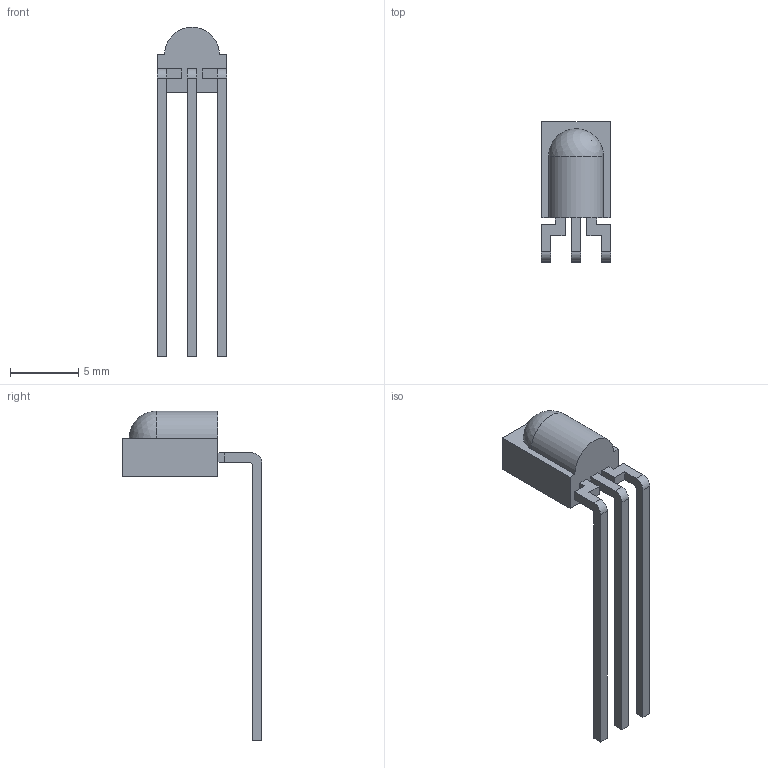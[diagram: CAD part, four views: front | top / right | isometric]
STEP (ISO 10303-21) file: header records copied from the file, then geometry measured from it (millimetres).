
FILE_DESCRIPTION(/* description */ (''),/* implementation_level */ '2;1');
FILE_NAME(/* name */ 'TSOPmod.step',/* time_stamp */ '2019-10-08T18:32:35-04:00',/* author */ (''),/* organization */ (''),/* preprocessor_version */ 'ST-DEVELOPER v18',/* originating_system */ 'Autodesk Translation Framework v8.6.0.1094',/* authorisation */ '');
FILE_SCHEMA (('AUTOMOTIVE_DESIGN { 1 0 10303 214 3 1 1 }'));
Length unit declared in the file: millimetre
Products named in the file (1): TSOP
Bounding box: 5.08 x 10.2 x 24.1 mm (x, y, z)
Volume: 170.2 mm3; surface area: 362.7 mm2
Topology: 1 solids, 1 shells, 43 faces, 117 edges, 78 vertices
Faces by surface type: plane 35, cylinder 7, sphere 1
Entity records: 1376 total; most frequent: CARTESIAN_POINT 238, ORIENTED_EDGE 232, DIRECTION 221, EDGE_CURVE 116, LINE 99, VECTOR 99, VERTEX_POINT 78, AXIS2_PLACEMENT_3D 61
